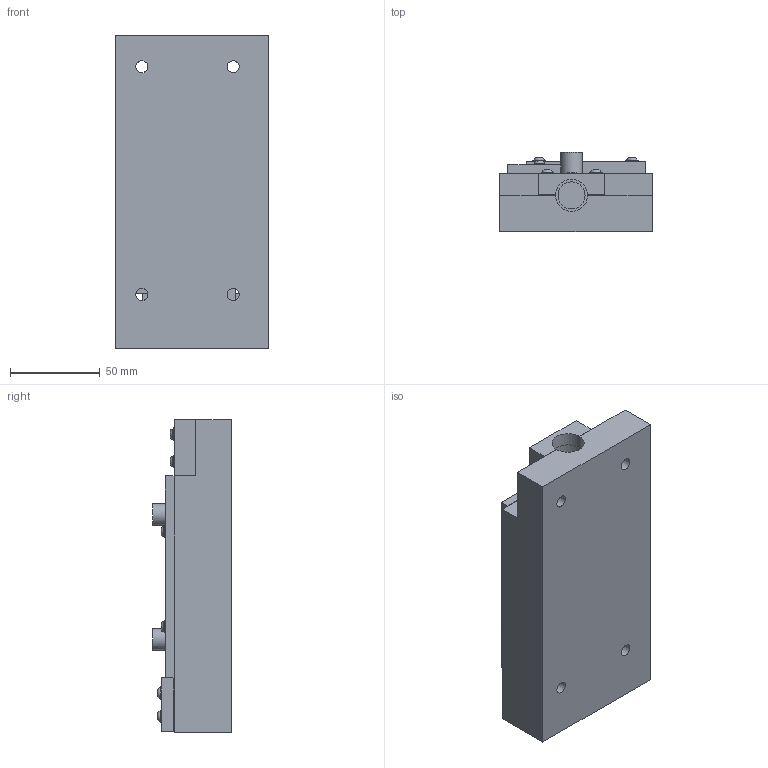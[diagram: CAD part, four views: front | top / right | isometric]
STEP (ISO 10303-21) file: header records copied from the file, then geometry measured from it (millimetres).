
FILE_DESCRIPTION(/* description */ (''),/* implementation_level */ '2;1');
FILE_NAME(/* name */ 'BeamcBenchAdjustable.stp',/* time_stamp */ '2024-12-28T12:27:07-05:00',/* author */ ('wayneslade'),/* organization */ (''),/* preprocessor_version */ 'ST-DEVELOPER v20',/* originating_system */ 'Autodesk Inventor 2025',/* authorisation */ '');
FILE_SCHEMA (('AUTOMOTIVE_DESIGN { 1 0 10303 214 3 1 1 }'));
Length unit declared in the file: millimetre
Products named in the file (11): BeamcBenchAdjustable; Cuvette Holder Adjustable Transmit; Cuvette Holder Adjustable Recv; Cuvette Holder Transmit Holddown; Cuvette100mmStarna; Cuvette Aligner 100mm Flat Edge; ISO 7380-1 - M3 x 12; AS 1421 - M4 x 10 Cup Point; ISO 7380-1 - M3 x 10; ISO 7089 - 3; ISO 7380-1 - M3 x 20
Assembly tree (27 placements, depth 2):
  BeamcBenchAdjustable
    Cuvette Holder Adjustable Transmit
    Cuvette Holder Adjustable Recv
    Cuvette Holder Transmit Holddown
    Cuvette100mmStarna
    Cuvette Aligner 100mm Flat Edge
    ISO 7089 - 3  x10
    ISO 7380-1 - M3 x 12  x4
    AS 1421 - M4 x 10 Cup Point  x2
    ISO 7380-1 - M3 x 10  x2
    ISO 7380-1 - M3 x 20  x4
Bounding box: 85 x 44 x 174.09 mm (x, y, z)
Volume: 406233.9 mm3; surface area: 97272 mm2
Topology: 27 solids, 27 shells, 400 faces, 901 edges, 593 vertices
Faces by surface type: plane 237, cylinder 112, cone 29, bspline 12, torus 10
Full cylindrical faces by diameter (mm): 3 x10, 3.2 x10, 3.5 x4, 4 x19, 4.6 x2, 5.6 x2, 5.7 x10, 6.756 x4, 7 x10, 9.5 x2, 11 x2, 12 x2, 15.049 x2, 18 x1, 19.5 x1, 22 x1
Entity records: 7953 total; most frequent: CARTESIAN_POINT 1747, DIRECTION 1257, ORIENTED_EDGE 1100, EDGE_CURVE 550, AXIS2_PLACEMENT_3D 467, VERTEX_POINT 367, LINE 323, VECTOR 323
